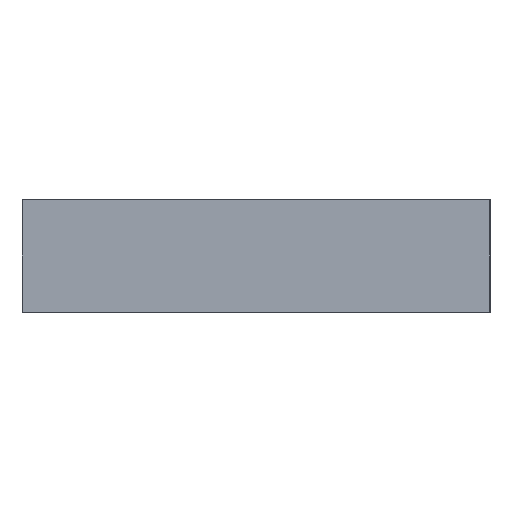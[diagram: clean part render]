
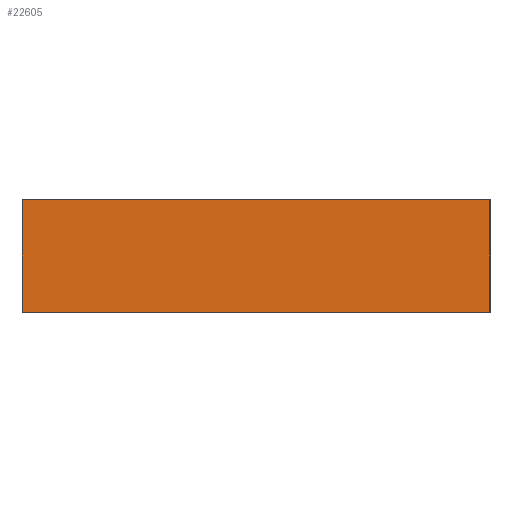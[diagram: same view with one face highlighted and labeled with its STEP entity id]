
A CAD part, front view. The second image highlights one B-rep face of the part: STEP entity #22605.
In plain terms, the highlighted planar face has unit normal (0, -1, 0).
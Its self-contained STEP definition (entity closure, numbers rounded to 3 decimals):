
#2711 = CARTESIAN_POINT ( 'NONE',  ( 167., -20., -40. ) ) ;
#3661 = VERTEX_POINT ( 'NONE', #14392 ) ;
#3825 = LINE ( 'NONE', #10414, #12449 ) ;
#4789 = EDGE_CURVE ( 'NONE', #25362, #20401, #3825, .T. ) ;
#5297 = ORIENTED_EDGE ( 'NONE', *, *, #7379, .T. ) ;
#5840 = DIRECTION ( 'NONE',  ( -1., 0., 0. ) ) ;
#7132 = VECTOR ( 'NONE', #25692, 1000. ) ;
#7379 = EDGE_CURVE ( 'NONE', #16408, #25362, #32070, .T. ) ;
#7892 = VECTOR ( 'NONE', #22707, 1000. ) ;
#10414 = CARTESIAN_POINT ( 'NONE',  ( -167., -20., -40. ) ) ;
#12237 = ORIENTED_EDGE ( 'NONE', *, *, #16333, .T. ) ;
#12449 = VECTOR ( 'NONE', #36273, 1000. ) ;
#14392 = CARTESIAN_POINT ( 'NONE',  ( 167., -20., 40. ) ) ;
#14640 = AXIS2_PLACEMENT_3D ( 'NONE', #23517, #16755, #33271 ) ;
#15964 = CARTESIAN_POINT ( 'NONE',  ( -167., -20., 40. ) ) ;
#16333 = EDGE_CURVE ( 'NONE', #20401, #3661, #22082, .T. ) ;
#16408 = VERTEX_POINT ( 'NONE', #31641 ) ;
#16755 = DIRECTION ( 'NONE',  ( 0., -1., 0. ) ) ;
#20325 = PLANE ( 'NONE',  #14640 ) ;
#20401 = VERTEX_POINT ( 'NONE', #2711 ) ;
#22082 = LINE ( 'NONE', #22494, #7892 ) ;
#22494 = CARTESIAN_POINT ( 'NONE',  ( 167., -20., 40. ) ) ;
#22605 = ADVANCED_FACE ( 'NONE', ( #36033 ), #20325, .T. ) ;
#22707 = DIRECTION ( 'NONE',  ( 0., 0., 1. ) ) ;
#23037 = CARTESIAN_POINT ( 'NONE',  ( -167., -20., -40. ) ) ;
#23517 = CARTESIAN_POINT ( 'NONE',  ( 0., -20., 0. ) ) ;
#25362 = VERTEX_POINT ( 'NONE', #23037 ) ;
#25692 = DIRECTION ( 'NONE',  ( 0., 0., -1. ) ) ;
#27007 = EDGE_LOOP ( 'NONE', ( #5297, #31062, #12237, #40654 ) ) ;
#27965 = VECTOR ( 'NONE', #5840, 1000. ) ;
#31062 = ORIENTED_EDGE ( 'NONE', *, *, #4789, .T. ) ;
#31641 = CARTESIAN_POINT ( 'NONE',  ( -167., -20., 40. ) ) ;
#32070 = LINE ( 'NONE', #15964, #7132 ) ;
#33271 = DIRECTION ( 'NONE',  ( 0., 0., -1. ) ) ;
#34892 = CARTESIAN_POINT ( 'NONE',  ( -167., -20., 40. ) ) ;
#35405 = EDGE_CURVE ( 'NONE', #3661, #16408, #41270, .T. ) ;
#36033 = FACE_OUTER_BOUND ( 'NONE', #27007, .T. ) ;
#36273 = DIRECTION ( 'NONE',  ( 1., 0., 0. ) ) ;
#40654 = ORIENTED_EDGE ( 'NONE', *, *, #35405, .T. ) ;
#41270 = LINE ( 'NONE', #34892, #27965 ) ;
